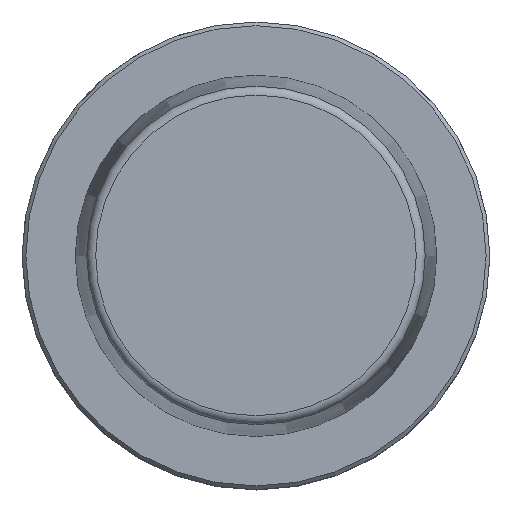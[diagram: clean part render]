
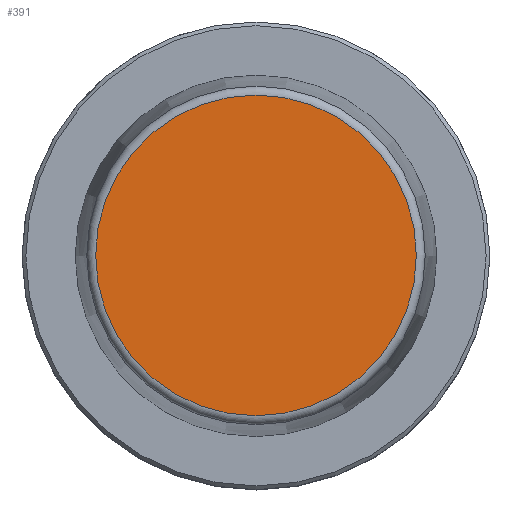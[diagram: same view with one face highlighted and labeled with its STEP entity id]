
A CAD part, top view. The second image highlights one B-rep face of the part: STEP entity #391.
In plain terms, the highlighted planar face has unit normal (0, 0, 1).
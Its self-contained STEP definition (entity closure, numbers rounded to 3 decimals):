
#86=FACE_OUTER_BOUND('',#679,.T.);
#391=ADVANCED_FACE('',(#86),#516,.F.);
#516=PLANE('',#1745);
#679=EDGE_LOOP('',(#851));
#851=ORIENTED_EDGE('',*,*,#1407,.T.);
#1274=VERTEX_POINT('',#2523);
#1407=EDGE_CURVE('',#1274,#1274,#1616,.T.);
#1616=CIRCLE('',#1744,21.581);
#1744=AXIS2_PLACEMENT_3D('',#2522,#1985,#1986);
#1745=AXIS2_PLACEMENT_3D('',#2524,#1987,#1988);
#1985=DIRECTION('',(0.,0.,1.));
#1986=DIRECTION('',(-1.,0.,0.));
#1987=DIRECTION('',(0.,0.,-1.));
#1988=DIRECTION('',(-1.,0.,0.));
#2522=CARTESIAN_POINT('',(0.,0.,31.9));
#2523=CARTESIAN_POINT('',(-21.581,0.,31.9));
#2524=CARTESIAN_POINT('',(0.,0.,31.9));
